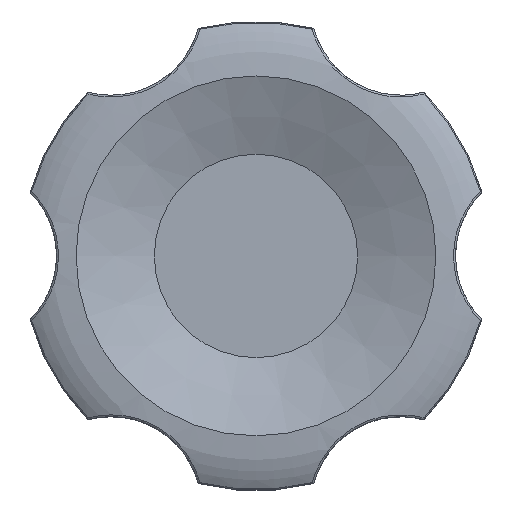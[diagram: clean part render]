
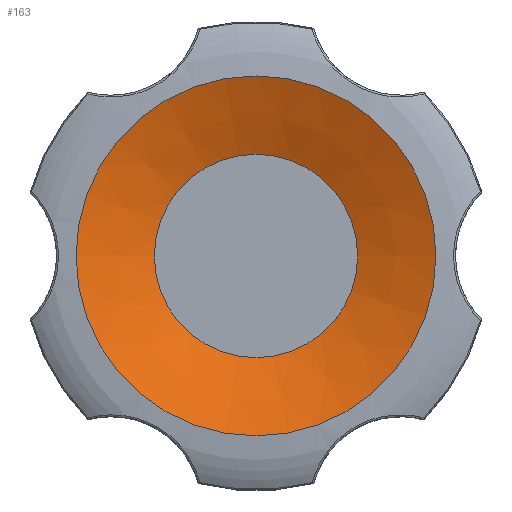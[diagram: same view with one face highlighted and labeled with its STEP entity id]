
A CAD part, top view. The second image highlights one B-rep face of the part: STEP entity #163.
In plain terms, the highlighted conical face has half-angle 68.199 degrees and reference radius 23 mm.
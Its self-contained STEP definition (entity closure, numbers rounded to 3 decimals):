
#163 = ADVANCED_FACE( '', ( #344, #345 ), #346, .F. );
#344 = FACE_BOUND( '', #3479, .T. );
#345 = FACE_OUTER_BOUND( '', #3480, .T. );
#346 = CONICAL_SURFACE( '', #3481, 23., 1.19 );
#3479 = EDGE_LOOP( '', ( #4126 ) );
#3480 = EDGE_LOOP( '', ( #4127 ) );
#3481 = AXIS2_PLACEMENT_3D( '', #4128, #4129, #4130 );
#4126 = ORIENTED_EDGE( '', *, *, #4352, .F. );
#4127 = ORIENTED_EDGE( '', *, *, #4289, .T. );
#4128 = CARTESIAN_POINT( '', ( 0., 0., 36. ) );
#4129 = DIRECTION( '', ( 0., 0., 1. ) );
#4130 = DIRECTION( '', ( 1., 0., 0. ) );
#4289 = EDGE_CURVE( '', #4521, #4521, #4522, .T. );
#4352 = EDGE_CURVE( '', #4614, #4614, #4615, .T. );
#4521 = VERTEX_POINT( '', #6082 );
#4522 = CIRCLE( '', #6083, 23. );
#4614 = VERTEX_POINT( '', #6859 );
#4615 = CIRCLE( '', #6860, 13. );
#6082 = CARTESIAN_POINT( '', ( 23., 0., 36. ) );
#6083 = AXIS2_PLACEMENT_3D( '', #7261, #7262, #7263 );
#6859 = CARTESIAN_POINT( '', ( 13., 0., 32. ) );
#6860 = AXIS2_PLACEMENT_3D( '', #7324, #7325, #7326 );
#7261 = CARTESIAN_POINT( '', ( 0., 0., 36. ) );
#7262 = DIRECTION( '', ( 0., 0., 1. ) );
#7263 = DIRECTION( '', ( 1., 0., 0. ) );
#7324 = CARTESIAN_POINT( '', ( 0., 0., 32. ) );
#7325 = DIRECTION( '', ( 0., 0., 1. ) );
#7326 = DIRECTION( '', ( 1., 0., 0. ) );
